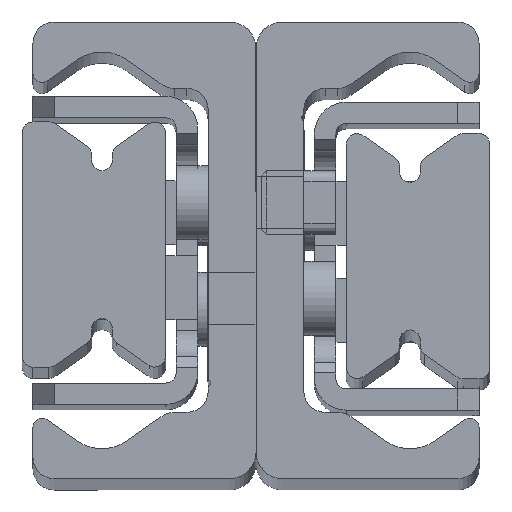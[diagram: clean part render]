
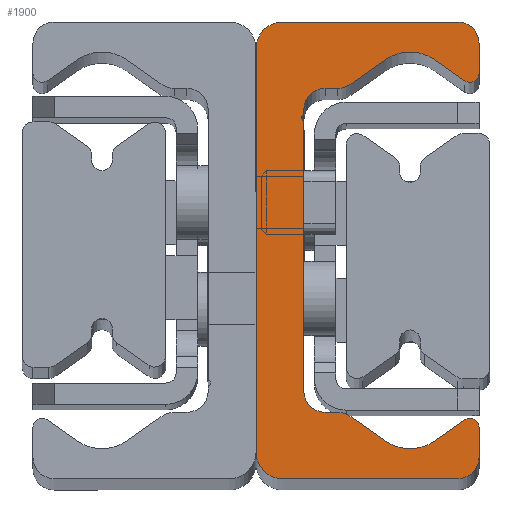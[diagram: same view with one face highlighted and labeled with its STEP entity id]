
A CAD part, top view. The second image highlights one B-rep face of the part: STEP entity #1900.
In plain terms, the highlighted planar face has unit normal (0, 0, 1).
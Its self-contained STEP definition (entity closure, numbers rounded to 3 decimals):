
#864=CARTESIAN_POINT('',(2.499,0.,610.0));
#865=VERTEX_POINT('',#864);
#866=CARTESIAN_POINT('',(-0.001,2.5,610.0));
#867=VERTEX_POINT('',#866);
#868=CARTESIAN_POINT('',(2.499,2.5,610.0));
#869=DIRECTION('',(0.0,0.0,-1.0));
#870=DIRECTION('',(-1.0,0.0,0.0));
#871=AXIS2_PLACEMENT_3D('',#868,#869,#870);
#872=CIRCLE('',#871,2.5);
#873=EDGE_CURVE('',#865,#867,#872,.T.);
#906=CARTESIAN_POINT('',(-0.001,40.5,610.0));
#907=VERTEX_POINT('',#906);
#908=CARTESIAN_POINT('',(-0.001,2.5,610.0));
#909=DIRECTION('',(0.0,1.0,0.0));
#910=VECTOR('',#909,38.0);
#911=LINE('',#908,#910);
#912=EDGE_CURVE('',#867,#907,#911,.T.);
#973=CARTESIAN_POINT('',(2.499,43.0,610.0));
#974=VERTEX_POINT('',#973);
#975=CARTESIAN_POINT('',(2.499,40.5,610.0));
#976=DIRECTION('',(0.0,0.0,-1.0));
#977=DIRECTION('',(0.0,1.0,0.0));
#978=AXIS2_PLACEMENT_3D('',#975,#976,#977);
#979=CIRCLE('',#978,2.5);
#980=EDGE_CURVE('',#907,#974,#979,.T.);
#1006=CARTESIAN_POINT('',(18.999,43.,610.0));
#1007=VERTEX_POINT('',#1006);
#1008=CARTESIAN_POINT('',(2.499,43.0,610.0));
#1009=DIRECTION('',(1.0,0.0,0.0));
#1010=VECTOR('',#1009,16.5);
#1011=LINE('',#1008,#1010);
#1012=EDGE_CURVE('',#974,#1007,#1011,.T.);
#1037=CARTESIAN_POINT('',(20.999,41.,610.0));
#1038=VERTEX_POINT('',#1037);
#1039=CARTESIAN_POINT('',(18.999,41.,610.0));
#1040=DIRECTION('',(0.0,0.0,-1.0));
#1041=DIRECTION('',(1.0,0.0,0.0));
#1042=AXIS2_PLACEMENT_3D('',#1039,#1040,#1041);
#1043=CIRCLE('',#1042,2.0);
#1044=EDGE_CURVE('',#1007,#1038,#1043,.T.);
#1070=CARTESIAN_POINT('',(20.999,38.15,610.0));
#1071=VERTEX_POINT('',#1070);
#1072=CARTESIAN_POINT('',(20.999,41.,610.0));
#1073=DIRECTION('',(0.0,-1.0,0.0));
#1074=VECTOR('',#1073,2.85);
#1075=LINE('',#1072,#1074);
#1076=EDGE_CURVE('',#1038,#1071,#1075,.T.);
#1101=CARTESIAN_POINT('',(19.662,37.453,610.0));
#1102=VERTEX_POINT('',#1101);
#1103=CARTESIAN_POINT('',(20.149,38.15,610.0));
#1104=DIRECTION('',(0.0,0.0,-1.));
#1105=DIRECTION('',(-0.574,-0.819,0.0));
#1106=AXIS2_PLACEMENT_3D('',#1103,#1104,#1105);
#1107=CIRCLE('',#1106,0.85);
#1108=EDGE_CURVE('',#1071,#1102,#1107,.T.);
#1134=CARTESIAN_POINT('',(16.794,39.462,610.0));
#1135=VERTEX_POINT('',#1134);
#1136=CARTESIAN_POINT('',(19.662,37.453,610.0));
#1137=DIRECTION('',(-0.819,0.574,0.0));
#1138=VECTOR('',#1137,3.501);
#1139=LINE('',#1136,#1138);
#1140=EDGE_CURVE('',#1102,#1135,#1139,.T.);
#1165=CARTESIAN_POINT('',(12.205,39.462,610.0));
#1166=VERTEX_POINT('',#1165);
#1167=CARTESIAN_POINT('',(14.499,36.185,610.0));
#1168=DIRECTION('',(0.0,0.0,1.0));
#1169=DIRECTION('',(-0.574,-0.819,0.0));
#1170=AXIS2_PLACEMENT_3D('',#1167,#1168,#1169);
#1171=CIRCLE('',#1170,4.0);
#1172=EDGE_CURVE('',#1135,#1166,#1171,.T.);
#1198=CARTESIAN_POINT('',(8.849,37.112,610.0));
#1199=VERTEX_POINT('',#1198);
#1200=CARTESIAN_POINT('',(12.205,39.462,610.0));
#1201=DIRECTION('',(-0.819,-0.574,0.0));
#1202=VECTOR('',#1201,4.097);
#1203=LINE('',#1200,#1202);
#1204=EDGE_CURVE('',#1166,#1199,#1203,.T.);
#1229=CARTESIAN_POINT('',(7.702,36.75,610.0));
#1230=VERTEX_POINT('',#1229);
#1231=CARTESIAN_POINT('',(7.702,38.75,610.0));
#1232=DIRECTION('',(0.0,0.0,-1.0));
#1233=DIRECTION('',(0.0,-1.0,0.0));
#1234=AXIS2_PLACEMENT_3D('',#1231,#1232,#1233);
#1235=CIRCLE('',#1234,2.0);
#1236=EDGE_CURVE('',#1199,#1230,#1235,.T.);
#1262=CARTESIAN_POINT('',(6.499,36.75,610.0));
#1263=VERTEX_POINT('',#1262);
#1264=CARTESIAN_POINT('',(7.702,36.75,610.0));
#1265=DIRECTION('',(-1.0,0.0,0.0));
#1266=VECTOR('',#1265,1.203);
#1267=LINE('',#1264,#1266);
#1268=EDGE_CURVE('',#1230,#1263,#1267,.T.);
#1293=CARTESIAN_POINT('',(4.499,34.75,610.0));
#1294=VERTEX_POINT('',#1293);
#1295=CARTESIAN_POINT('',(6.499,34.75,610.0));
#1296=DIRECTION('',(0.0,0.0,1.0));
#1297=DIRECTION('',(0.0,-1.0,0.0));
#1298=AXIS2_PLACEMENT_3D('',#1295,#1296,#1297);
#1299=CIRCLE('',#1298,2.0);
#1300=EDGE_CURVE('',#1263,#1294,#1299,.T.);
#1326=CARTESIAN_POINT('',(4.499,34.361,610.0));
#1327=VERTEX_POINT('',#1326);
#1328=CARTESIAN_POINT('',(4.499,34.75,610.0));
#1329=DIRECTION('',(0.0,-1.0,0.0));
#1330=VECTOR('',#1329,0.389);
#1331=LINE('',#1328,#1330);
#1332=EDGE_CURVE('',#1294,#1327,#1331,.T.);
#1357=CARTESIAN_POINT('',(4.411,34.234,610.0));
#1358=VERTEX_POINT('',#1357);
#1359=CARTESIAN_POINT('',(4.363,34.361,610.0));
#1360=DIRECTION('',(0.0,0.0,-1.0));
#1361=DIRECTION('',(0.353,-0.936,0.0));
#1362=AXIS2_PLACEMENT_3D('',#1359,#1360,#1361);
#1363=CIRCLE('',#1362,0.136);
#1364=EDGE_CURVE('',#1327,#1358,#1363,.T.);
#1390=CARTESIAN_POINT('',(4.422,33.762,610.0));
#1391=VERTEX_POINT('',#1390);
#1392=CARTESIAN_POINT('',(4.499,34.0,610.0));
#1393=DIRECTION('',(0.0,0.0,1.));
#1394=DIRECTION('',(0.353,-0.936,0.0));
#1395=AXIS2_PLACEMENT_3D('',#1392,#1393,#1394);
#1396=CIRCLE('',#1395,0.25);
#1397=EDGE_CURVE('',#1358,#1391,#1396,.T.);
#1423=CARTESIAN_POINT('',(4.499,33.656,610.0));
#1424=VERTEX_POINT('',#1423);
#1425=CARTESIAN_POINT('',(4.387,33.656,610.0));
#1426=DIRECTION('',(0.0,0.0,-1.0));
#1427=DIRECTION('',(1.0,0.0,0.0));
#1428=AXIS2_PLACEMENT_3D('',#1425,#1426,#1427);
#1429=CIRCLE('',#1428,0.112);
#1430=EDGE_CURVE('',#1391,#1424,#1429,.T.);
#1456=CARTESIAN_POINT('',(4.499,8.25,610.0));
#1457=VERTEX_POINT('',#1456);
#1458=CARTESIAN_POINT('',(4.499,33.656,610.0));
#1459=DIRECTION('',(0.0,-1.0,0.0));
#1460=VECTOR('',#1459,25.406);
#1461=LINE('',#1458,#1460);
#1462=EDGE_CURVE('',#1424,#1457,#1461,.T.);
#1523=CARTESIAN_POINT('',(6.499,6.25,610.0));
#1524=VERTEX_POINT('',#1523);
#1525=CARTESIAN_POINT('',(6.499,8.25,610.0));
#1526=DIRECTION('',(0.0,0.0,1.0));
#1527=DIRECTION('',(1.0,0.0,0.0));
#1528=AXIS2_PLACEMENT_3D('',#1525,#1526,#1527);
#1529=CIRCLE('',#1528,2.0);
#1530=EDGE_CURVE('',#1457,#1524,#1529,.T.);
#1556=CARTESIAN_POINT('',(7.702,6.25,610.0));
#1557=VERTEX_POINT('',#1556);
#1558=CARTESIAN_POINT('',(6.499,6.25,610.0));
#1559=DIRECTION('',(1.0,0.0,0.0));
#1560=VECTOR('',#1559,1.203);
#1561=LINE('',#1558,#1560);
#1562=EDGE_CURVE('',#1524,#1557,#1561,.T.);
#1587=CARTESIAN_POINT('',(8.849,5.888,610.0));
#1588=VERTEX_POINT('',#1587);
#1589=CARTESIAN_POINT('',(7.702,4.25,610.0));
#1590=DIRECTION('',(0.0,0.0,-1.));
#1591=DIRECTION('',(0.574,0.819,0.0));
#1592=AXIS2_PLACEMENT_3D('',#1589,#1590,#1591);
#1593=CIRCLE('',#1592,2.0);
#1594=EDGE_CURVE('',#1557,#1588,#1593,.T.);
#1620=CARTESIAN_POINT('',(12.205,3.538,610.0));
#1621=VERTEX_POINT('',#1620);
#1622=CARTESIAN_POINT('',(8.849,5.888,610.0));
#1623=DIRECTION('',(0.819,-0.574,0.0));
#1624=VECTOR('',#1623,4.097);
#1625=LINE('',#1622,#1624);
#1626=EDGE_CURVE('',#1588,#1621,#1625,.T.);
#1651=CARTESIAN_POINT('',(16.794,3.538,610.0));
#1652=VERTEX_POINT('',#1651);
#1653=CARTESIAN_POINT('',(14.499,6.815,610.0));
#1654=DIRECTION('',(0.0,0.0,1.0));
#1655=DIRECTION('',(0.574,0.819,0.0));
#1656=AXIS2_PLACEMENT_3D('',#1653,#1654,#1655);
#1657=CIRCLE('',#1656,4.0);
#1658=EDGE_CURVE('',#1621,#1652,#1657,.T.);
#1684=CARTESIAN_POINT('',(19.662,5.547,610.0));
#1685=VERTEX_POINT('',#1684);
#1686=CARTESIAN_POINT('',(16.794,3.538,610.0));
#1687=DIRECTION('',(0.819,0.574,0.0));
#1688=VECTOR('',#1687,3.501);
#1689=LINE('',#1686,#1688);
#1690=EDGE_CURVE('',#1652,#1685,#1689,.T.);
#1715=CARTESIAN_POINT('',(20.999,4.85,610.0));
#1716=VERTEX_POINT('',#1715);
#1717=CARTESIAN_POINT('',(20.149,4.85,610.0));
#1718=DIRECTION('',(0.0,0.0,-1.0));
#1719=DIRECTION('',(1.0,0.0,0.0));
#1720=AXIS2_PLACEMENT_3D('',#1717,#1718,#1719);
#1721=CIRCLE('',#1720,0.85);
#1722=EDGE_CURVE('',#1685,#1716,#1721,.T.);
#1748=CARTESIAN_POINT('',(20.999,2.,610.0));
#1749=VERTEX_POINT('',#1748);
#1750=CARTESIAN_POINT('',(20.999,4.85,610.0));
#1751=DIRECTION('',(0.0,-1.0,0.0));
#1752=VECTOR('',#1751,2.85);
#1753=LINE('',#1750,#1752);
#1754=EDGE_CURVE('',#1716,#1749,#1753,.T.);
#1779=CARTESIAN_POINT('',(18.999,0.,610.0));
#1780=VERTEX_POINT('',#1779);
#1781=CARTESIAN_POINT('',(18.999,2.,610.0));
#1782=DIRECTION('',(0.0,0.0,-1.0));
#1783=DIRECTION('',(0.0,-1.0,0.0));
#1784=AXIS2_PLACEMENT_3D('',#1781,#1782,#1783);
#1785=CIRCLE('',#1784,2.0);
#1786=EDGE_CURVE('',#1749,#1780,#1785,.T.);
#1812=CARTESIAN_POINT('',(18.999,0.,610.0));
#1813=DIRECTION('',(-1.0,0.0,0.0));
#1814=VECTOR('',#1813,16.5);
#1815=LINE('',#1812,#1814);
#1816=EDGE_CURVE('',#1780,#865,#1815,.T.);
#1865=CARTESIAN_POINT('',(7.822,21.517,610.0));
#1866=DIRECTION('',(0.0,0.0,1.0));
#1867=DIRECTION('',(1.0,0.0,0.0));
#1868=AXIS2_PLACEMENT_3D('',#1865,#1866,#1867);
#1869=PLANE('',#1868);
#1870=ORIENTED_EDGE('',*,*,#873,.F.);
#1871=ORIENTED_EDGE('',*,*,#1816,.F.);
#1872=ORIENTED_EDGE('',*,*,#1786,.F.);
#1873=ORIENTED_EDGE('',*,*,#1754,.F.);
#1874=ORIENTED_EDGE('',*,*,#1722,.F.);
#1875=ORIENTED_EDGE('',*,*,#1690,.F.);
#1876=ORIENTED_EDGE('',*,*,#1658,.F.);
#1877=ORIENTED_EDGE('',*,*,#1626,.F.);
#1878=ORIENTED_EDGE('',*,*,#1594,.F.);
#1879=ORIENTED_EDGE('',*,*,#1562,.F.);
#1880=ORIENTED_EDGE('',*,*,#1530,.F.);
#1881=ORIENTED_EDGE('',*,*,#1462,.F.);
#1882=ORIENTED_EDGE('',*,*,#1430,.F.);
#1883=ORIENTED_EDGE('',*,*,#1397,.F.);
#1884=ORIENTED_EDGE('',*,*,#1364,.F.);
#1885=ORIENTED_EDGE('',*,*,#1332,.F.);
#1886=ORIENTED_EDGE('',*,*,#1300,.F.);
#1887=ORIENTED_EDGE('',*,*,#1268,.F.);
#1888=ORIENTED_EDGE('',*,*,#1236,.F.);
#1889=ORIENTED_EDGE('',*,*,#1204,.F.);
#1890=ORIENTED_EDGE('',*,*,#1172,.F.);
#1891=ORIENTED_EDGE('',*,*,#1140,.F.);
#1892=ORIENTED_EDGE('',*,*,#1108,.F.);
#1893=ORIENTED_EDGE('',*,*,#1076,.F.);
#1894=ORIENTED_EDGE('',*,*,#1044,.F.);
#1895=ORIENTED_EDGE('',*,*,#1012,.F.);
#1896=ORIENTED_EDGE('',*,*,#980,.F.);
#1897=ORIENTED_EDGE('',*,*,#912,.F.);
#1898=EDGE_LOOP('',(#1870,#1871,#1872,#1873,#1874,#1875,#1876,#1877,#1878,#1879,#1880,#1881,#1882,#1883,#1884,#1885,#1886,#1887,#1888,#1889,#1890,#1891,#1892,#1893,#1894,#1895,#1896,#1897));
#1899=FACE_OUTER_BOUND('',#1898,.T.);
#1900=ADVANCED_FACE('',(#1899),#1869,.T.);
